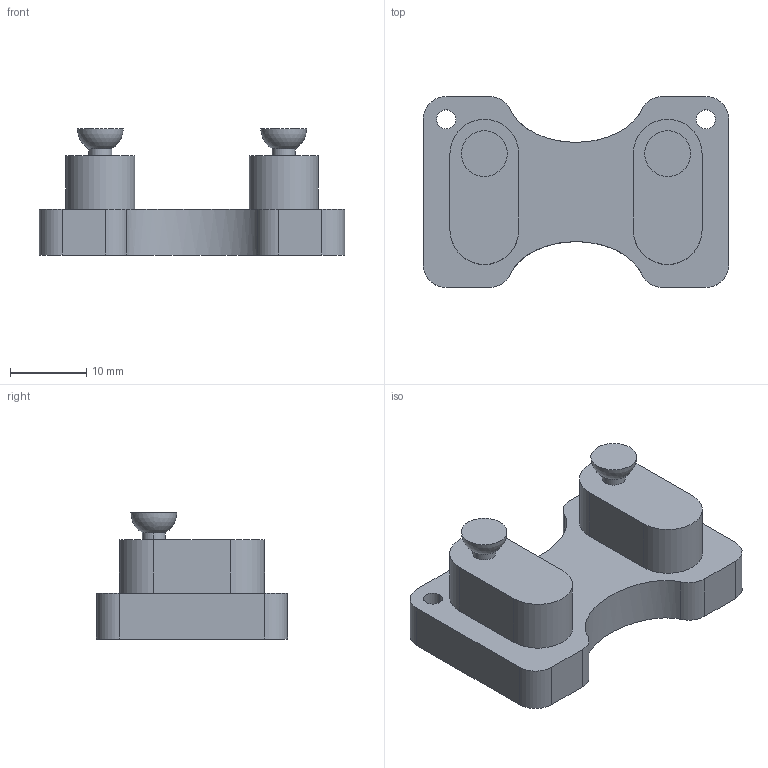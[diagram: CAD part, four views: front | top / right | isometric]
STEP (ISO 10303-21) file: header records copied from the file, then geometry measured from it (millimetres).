
FILE_DESCRIPTION (( 'STEP AP214' ), '1' );
FILE_NAME ('Housing_Gadget_SHT4x_WallMount.STEP', '2023-03-17T07:42:05', ( '' ), ( '' ), 'SwSTEP 2.0', 'SolidWorks 2021', '' );
FILE_SCHEMA (( 'AUTOMOTIVE_DESIGN' ));
Length unit declared in the file: millimetre
Products named in the file (1): Housing_Gadget_SHT4x_WallMount
Bounding box: 40 x 25 x 16.5 mm (x, y, z)
Volume: 7129.2 mm3; surface area: 3347.4 mm2
Topology: 1 solids, 1 shells, 40 faces, 102 edges, 68 vertices
Faces by surface type: cylinder 20, plane 16, sphere 2, bspline 2
Entity records: 1268 total; most frequent: CARTESIAN_POINT 235, DIRECTION 218, ORIENTED_EDGE 200, EDGE_CURVE 100, AXIS2_PLACEMENT_3D 83, VERTEX_POINT 68, LINE 52, VECTOR 52
